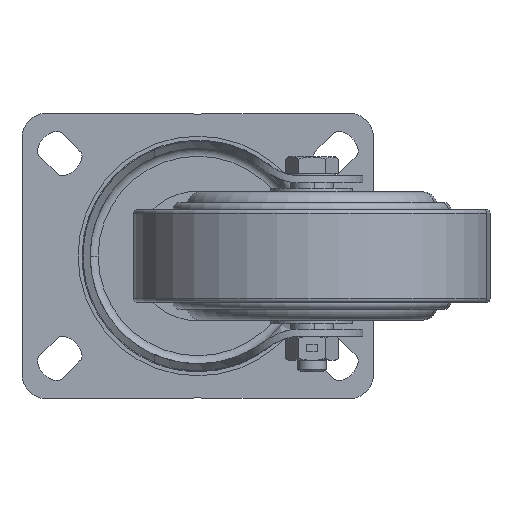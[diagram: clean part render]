
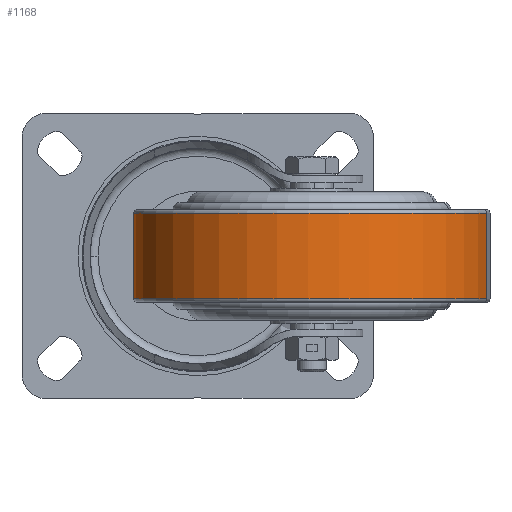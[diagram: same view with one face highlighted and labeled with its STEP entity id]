
A CAD part, front view. The second image highlights one B-rep face of the part: STEP entity #1168.
In plain terms, the highlighted cylindrical face has radius 50 mm (diameter 100 mm), a partial arc.
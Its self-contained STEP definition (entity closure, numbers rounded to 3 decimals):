
#269 = ORIENTED_EDGE ( 'NONE', *, *, #900, .F. ) ;
#346 = CARTESIAN_POINT ( 'NONE',  ( 0., 0., 50. ) ) ;
#900 = EDGE_CURVE ( 'NONE', #4298, #7996, #9810, .T. ) ;
#1082 = DIRECTION ( 'NONE',  ( -1., 0., 0. ) ) ;
#1122 = CARTESIAN_POINT ( 'NONE',  ( 0., 0., -50. ) ) ;
#1168 = ADVANCED_FACE ( 'NONE', ( #13225 ), #8327, .T. ) ;
#2566 = CARTESIAN_POINT ( 'NONE',  ( 12., 0., 50. ) ) ;
#2787 = VERTEX_POINT ( 'NONE', #2566 ) ;
#3048 = VECTOR ( 'NONE', #4333, 1000. ) ;
#3484 = EDGE_CURVE ( 'NONE', #4298, #2787, #10149, .T. ) ;
#3702 = EDGE_CURVE ( 'NONE', #2787, #9451, #5846, .T. ) ;
#4298 = VERTEX_POINT ( 'NONE', #12971 ) ;
#4333 = DIRECTION ( 'NONE',  ( -1., 0., 0. ) ) ;
#4340 = DIRECTION ( 'NONE',  ( 1., 0., 0. ) ) ;
#4720 = AXIS2_PLACEMENT_3D ( 'NONE', #6471, #4340, #11697 ) ;
#4803 = CARTESIAN_POINT ( 'NONE',  ( 12., 0., 0. ) ) ;
#4967 = AXIS2_PLACEMENT_3D ( 'NONE', #8930, #11184, #12093 ) ;
#5575 = EDGE_CURVE ( 'NONE', #9451, #7996, #12067, .T. ) ;
#5741 = AXIS2_PLACEMENT_3D ( 'NONE', #4803, #12254, #12159 ) ;
#5846 = LINE ( 'NONE', #346, #9144 ) ;
#6471 = CARTESIAN_POINT ( 'NONE',  ( -12., 0., 0. ) ) ;
#7162 = ORIENTED_EDGE ( 'NONE', *, *, #3484, .T. ) ;
#7744 = ORIENTED_EDGE ( 'NONE', *, *, #5575, .T. ) ;
#7996 = VERTEX_POINT ( 'NONE', #13359 ) ;
#8327 = CYLINDRICAL_SURFACE ( 'NONE', #4967, 50. ) ;
#8930 = CARTESIAN_POINT ( 'NONE',  ( 0., 0., 0. ) ) ;
#9144 = VECTOR ( 'NONE', #1082, 1000. ) ;
#9451 = VERTEX_POINT ( 'NONE', #10844 ) ;
#9699 = EDGE_LOOP ( 'NONE', ( #269, #7162, #10921, #7744 ) ) ;
#9810 = LINE ( 'NONE', #1122, #3048 ) ;
#10149 = CIRCLE ( 'NONE', #5741, 50. ) ;
#10844 = CARTESIAN_POINT ( 'NONE',  ( -12., 0., 50. ) ) ;
#10921 = ORIENTED_EDGE ( 'NONE', *, *, #3702, .T. ) ;
#11184 = DIRECTION ( 'NONE',  ( -1., 0., 0. ) ) ;
#11697 = DIRECTION ( 'NONE',  ( 0., 0., -1. ) ) ;
#12067 = CIRCLE ( 'NONE', #4720, 50. ) ;
#12093 = DIRECTION ( 'NONE',  ( 0., 0., 1. ) ) ;
#12159 = DIRECTION ( 'NONE',  ( 0., 0., 1. ) ) ;
#12254 = DIRECTION ( 'NONE',  ( -1., 0., 0. ) ) ;
#12971 = CARTESIAN_POINT ( 'NONE',  ( 12., 0., -50. ) ) ;
#13225 = FACE_OUTER_BOUND ( 'NONE', #9699, .T. ) ;
#13359 = CARTESIAN_POINT ( 'NONE',  ( -12., 0., -50. ) ) ;
